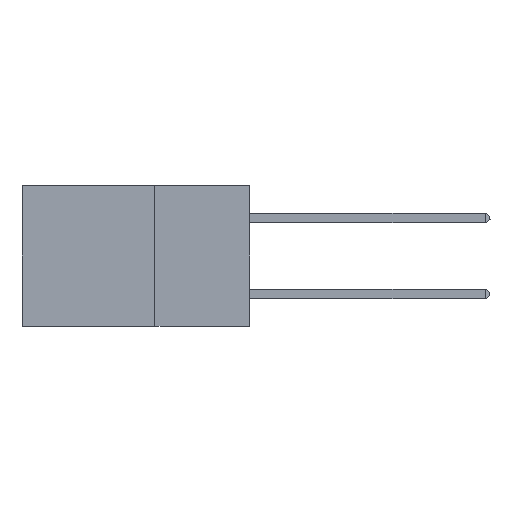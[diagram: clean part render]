
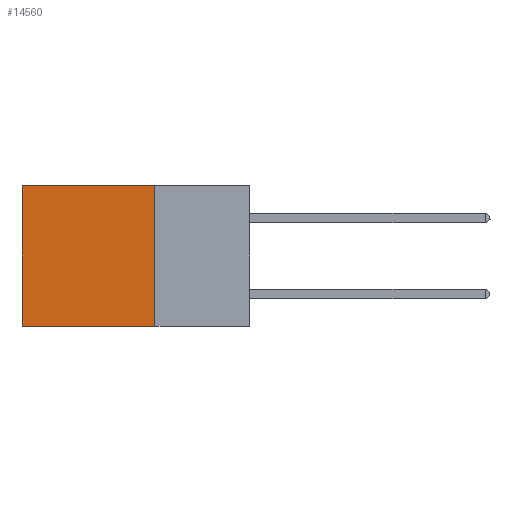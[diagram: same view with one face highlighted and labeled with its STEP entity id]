
A CAD part, left-side view. The second image highlights one B-rep face of the part: STEP entity #14560.
In plain terms, the highlighted planar face has unit normal (-1, 0, 0).
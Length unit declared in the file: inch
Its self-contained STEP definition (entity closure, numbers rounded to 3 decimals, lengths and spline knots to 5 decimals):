
#482 = VERTEX_POINT ( 'NONE', #12668 ) ;
#839 = EDGE_LOOP ( 'NONE', ( #19464, #12763, #14075, #7465 ) ) ;
#873 = EDGE_CURVE ( 'NONE', #14484, #482, #2851, .T. ) ;
#957 = FACE_OUTER_BOUND ( 'NONE', #839, .T. ) ;
#1279 = CARTESIAN_POINT ( 'NONE',  ( 0.2875, 0.25, -0.37 ) ) ;
#1795 = CARTESIAN_POINT ( 'NONE',  ( 0.2875, 0.6, -0.37 ) ) ;
#1886 = EDGE_CURVE ( 'NONE', #14484, #13172, #18566, .T. ) ;
#2851 = LINE ( 'NONE', #8946, #8517 ) ;
#3088 = CARTESIAN_POINT ( 'NONE',  ( 0.2875, 0.25, 0. ) ) ;
#4280 = CARTESIAN_POINT ( 'NONE',  ( 0.2875, 0.25, 0. ) ) ;
#4466 = LINE ( 'NONE', #18439, #8651 ) ;
#4495 = DIRECTION ( 'NONE',  ( 0., 0., -1. ) ) ;
#5911 = CARTESIAN_POINT ( 'NONE',  ( 0.2875, 0.25, -0.37 ) ) ;
#7465 = ORIENTED_EDGE ( 'NONE', *, *, #873, .T. ) ;
#7602 = DIRECTION ( 'NONE',  ( 0., 1., 0. ) ) ;
#8517 = VECTOR ( 'NONE', #15050, 39.37008 ) ;
#8651 = VECTOR ( 'NONE', #12359, 39.37008 ) ;
#8680 = VECTOR ( 'NONE', #7602, 39.37008 ) ;
#8946 = CARTESIAN_POINT ( 'NONE',  ( 0.2875, 0.25, 0. ) ) ;
#10083 = PLANE ( 'NONE',  #14366 ) ;
#10277 = CARTESIAN_POINT ( 'NONE',  ( 0.2875, 0.25, 0. ) ) ;
#12359 = DIRECTION ( 'NONE',  ( 0., 0., -1. ) ) ;
#12668 = CARTESIAN_POINT ( 'NONE',  ( 0.2875, 0.6, 0. ) ) ;
#12763 = ORIENTED_EDGE ( 'NONE', *, *, #19192, .F. ) ;
#13023 = VECTOR ( 'NONE', #4495, 39.37008 ) ;
#13172 = VERTEX_POINT ( 'NONE', #5911 ) ;
#14075 = ORIENTED_EDGE ( 'NONE', *, *, #1886, .F. ) ;
#14366 = AXIS2_PLACEMENT_3D ( 'NONE', #10277, #16161, #19063 ) ;
#14484 = VERTEX_POINT ( 'NONE', #4280 ) ;
#14560 = ADVANCED_FACE ( 'NONE', ( #957 ), #10083, .F. ) ;
#15007 = LINE ( 'NONE', #1279, #8680 ) ;
#15050 = DIRECTION ( 'NONE',  ( 0., 1., 0. ) ) ;
#16161 = DIRECTION ( 'NONE',  ( 1., 0., 0. ) ) ;
#17775 = EDGE_CURVE ( 'NONE', #482, #18799, #4466, .T. ) ;
#18439 = CARTESIAN_POINT ( 'NONE',  ( 0.2875, 0.6, 0. ) ) ;
#18566 = LINE ( 'NONE', #3088, #13023 ) ;
#18799 = VERTEX_POINT ( 'NONE', #1795 ) ;
#19063 = DIRECTION ( 'NONE',  ( 0., 0., -1. ) ) ;
#19192 = EDGE_CURVE ( 'NONE', #13172, #18799, #15007, .T. ) ;
#19464 = ORIENTED_EDGE ( 'NONE', *, *, #17775, .T. ) ;
